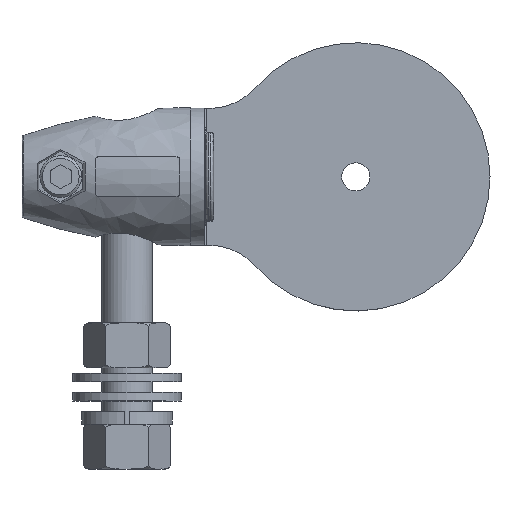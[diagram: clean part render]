
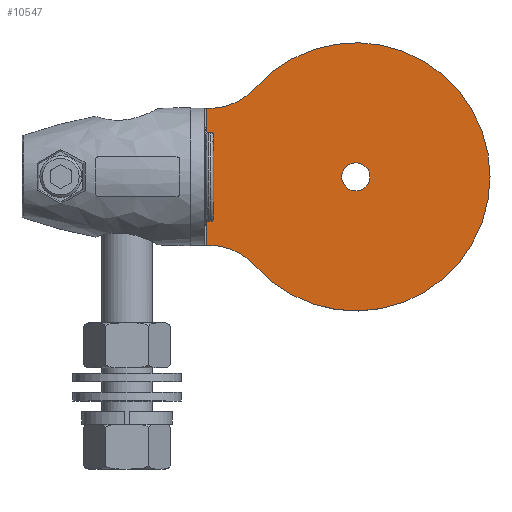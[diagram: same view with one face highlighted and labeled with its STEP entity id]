
A CAD part, top view. The second image highlights one B-rep face of the part: STEP entity #10547.
In plain terms, the highlighted planar face has unit normal (0, 0, 1).
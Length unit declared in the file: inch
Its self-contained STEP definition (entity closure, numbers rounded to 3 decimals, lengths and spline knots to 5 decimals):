
#3757=DIRECTION('',(0.,1.,0.));
#3758=VECTOR('',#3757,1.02362);
#3759=CARTESIAN_POINT('',(0.59673,-0.32283,
-0.78122));
#3760=LINE('',#3759,#3758);
#3841=DIRECTION('',(-1.,0.,0.));
#3842=VECTOR('',#3841,0.01544);
#3843=CARTESIAN_POINT('',(0.61217,-0.32283,
-0.78122));
#3844=LINE('',#3843,#3842);
#3845=DIRECTION('',(1.,0.,0.));
#3846=VECTOR('',#3845,0.01544);
#3847=CARTESIAN_POINT('',(0.59673,0.70079,
-0.78122));
#3848=LINE('',#3847,#3846);
#3849=CARTESIAN_POINT('',(0.61217,1.17323,
-0.78122));
#3850=DIRECTION('',(0.,0.,1.));
#3851=DIRECTION('',(0.,-1.,0.));
#3852=AXIS2_PLACEMENT_3D('',#3849,#3850,#3851);
#3854=CARTESIAN_POINT('',(1.7126,0.18898,
-0.78122));
#3855=DIRECTION('',(0.,0.,-1.));
#3856=DIRECTION('',(-0.745,0.667,0.));
#3857=AXIS2_PLACEMENT_3D('',#3854,#3855,#3856);
#3859=CARTESIAN_POINT('',(0.61217,-0.79528,
-0.78122));
#3860=DIRECTION('',(0.,0.,1.));
#3861=DIRECTION('',(0.745,0.667,0.));
#3862=AXIS2_PLACEMENT_3D('',#3859,#3860,#3861);
#3864=CARTESIAN_POINT('',(1.7126,0.18898,
-0.78122));
#3865=DIRECTION('',(0.,0.,1.));
#3866=DIRECTION('',(1.,0.,0.));
#3867=AXIS2_PLACEMENT_3D('',#3864,#3865,#3866);
#3869=CARTESIAN_POINT('',(1.7126,0.18898,
-0.78122));
#3870=DIRECTION('',(0.,0.,1.));
#3871=DIRECTION('',(-1.,0.,0.));
#3872=AXIS2_PLACEMENT_3D('',#3869,#3870,#3871);
#6755=CARTESIAN_POINT('',(0.61217,0.70079,
-0.78122));
#6757=VERTEX_POINT('',#6755);
#6772=CARTESIAN_POINT('',(0.61217,-0.32283,
-0.78122));
#6773=CARTESIAN_POINT('',(0.59673,-0.32283,
-0.78122));
#6774=VERTEX_POINT('',#6772);
#6775=VERTEX_POINT('',#6773);
#6776=CARTESIAN_POINT('',(0.59673,0.70079,
-0.78122));
#6777=VERTEX_POINT('',#6776);
#6798=CARTESIAN_POINT('',(0.96431,0.85827,
-0.78122));
#6799=VERTEX_POINT('',#6798);
#6800=CARTESIAN_POINT('',(0.96431,-0.48031,
-0.78122));
#6801=VERTEX_POINT('',#6800);
#6806=CARTESIAN_POINT('',(1.81791,0.18898,
-0.78122));
#6807=CARTESIAN_POINT('',(1.60728,0.18898,
-0.78122));
#6808=VERTEX_POINT('',#6806);
#6809=VERTEX_POINT('',#6807);
#10525=CARTESIAN_POINT('',(2.20669,0.18898,
-0.78122));
#10526=DIRECTION('',(0.,0.,-1.));
#10527=DIRECTION('',(1.,0.,0.));
#10528=AXIS2_PLACEMENT_3D('',#10525,#10526,#10527);
#10529=PLANE('',#10528);
#10530=ORIENTED_EDGE('',*,*,#10480,.T.);
#10531=ORIENTED_EDGE('',*,*,#10411,.T.);
#10533=ORIENTED_EDGE('',*,*,#10532,.T.);
#10535=ORIENTED_EDGE('',*,*,#10534,.T.);
#10537=ORIENTED_EDGE('',*,*,#10536,.T.);
#10538=ORIENTED_EDGE('',*,*,#10518,.T.);
#10539=EDGE_LOOP('',(#10530,#10531,#10533,#10535,#10537,#10538));
#10540=FACE_OUTER_BOUND('',#10539,.F.);
#10542=ORIENTED_EDGE('',*,*,#10541,.T.);
#10544=ORIENTED_EDGE('',*,*,#10543,.T.);
#10545=EDGE_LOOP('',(#10542,#10544));
#10546=FACE_BOUND('',#10545,.F.);
#10547=ADVANCED_FACE('',(#10540,#10546),#10529,.F.);
#3853=CIRCLE('',#3852,0.47244);
#3858=CIRCLE('',#3857,1.00394);
#3863=CIRCLE('',#3862,0.47244);
#3868=CIRCLE('',#3867,0.10531);
#3873=CIRCLE('',#3872,0.10531);
#10411=EDGE_CURVE('',#6775,#6777,#3760,.T.);
#10480=EDGE_CURVE('',#6774,#6775,#3844,.T.);
#10518=EDGE_CURVE('',#6801,#6774,#3863,.T.);
#10532=EDGE_CURVE('',#6777,#6757,#3848,.T.);
#10534=EDGE_CURVE('',#6757,#6799,#3853,.T.);
#10536=EDGE_CURVE('',#6799,#6801,#3858,.T.);
#10541=EDGE_CURVE('',#6808,#6809,#3868,.T.);
#10543=EDGE_CURVE('',#6809,#6808,#3873,.T.);
